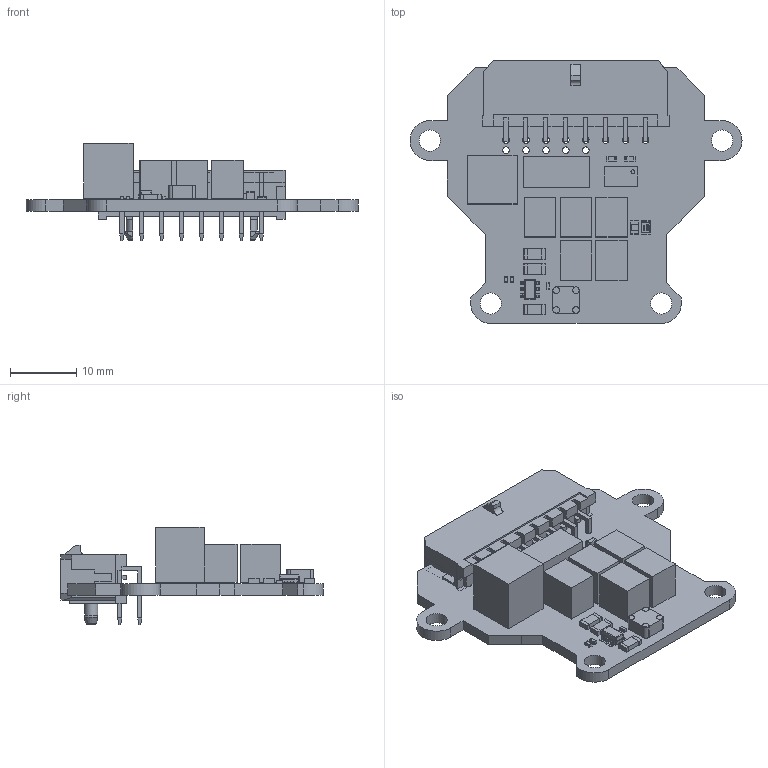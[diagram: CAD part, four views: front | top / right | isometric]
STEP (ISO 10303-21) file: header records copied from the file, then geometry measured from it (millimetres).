
FILE_DESCRIPTION(('Open CASCADE Model'),'2;1');
FILE_NAME('Open CASCADE Shape Model','2023-07-25T15:25:00',('Author'),( 'Open CASCADE'),'Open CASCADE STEP processor 7.5','Open CASCADE 7.5' ,'Unknown');
FILE_SCHEMA(('AUTOMOTIVE_DESIGN { 1 0 10303 214 1 1 1 1 }'));
Length unit declared in the file: millimetre
Products named in the file (71): PCB; Board; Open CASCADE STEP translator 7.5 1.1.1; U2; 6949319920; Body; Open CASCADE STEP translator 6.8 26.1.1; Leader; R3; 6298750640; Mid_Body; Terminal; Open CASCADE STEP translator 6.8 25.2.1; Mark; R2; 6298750800; L1; 9222257472; Cylinder; 9222257072; Extruded; C8; C1206; C7; C6; C4; 6298745120; Open CASCADE STEP translator 6.8 21.1.1; Open CASCADE STEP translator 6.8 21.1.2; Open CASCADE STEP translator 6.8 21.2.1; R1; RESC2012X05N(0805); C3; CAP0805; U1; SW3dPS-LGA-14; SW3dPS-LGA-14_Board3; SW3dPS-LGA-14_Free-Models2; SW3dPS-LGA-14_LGA15; SW3dPS-LGA-14_Free-Models3 ...
Assembly tree (100 placements, depth 8):
  PCB
    Board
      Open CASCADE STEP translator 7.5 1.1.1
    U2
      6949319920
        Body
          Open CASCADE STEP translator 6.8 26.1.1
        Leader  x6
    R3
      6298750640
        Mid_Body
        Terminal  x2
          Open CASCADE STEP translator 6.8 25.2.1
        Mark
    R2
      6298750800
        Mid_Body
        Terminal  x2
          Open CASCADE STEP translator 6.8 25.2.1
        Mark
    L1
      9222257472  x4
        Cylinder
      9222257072
        Extruded
    C8
      C1206
    C7
      C1206
    C6
      C1206
    C4
      6298745120
        Terminal
          Open CASCADE STEP translator 6.8 21.1.1
          Open CASCADE STEP translator 6.8 21.1.2
        Mid_Body
          Open CASCADE STEP translator 6.8 21.2.1
    R1
      RESC2012X05N(0805)
    C3
      CAP0805
    U1
      SW3dPS-LGA-14
        SW3dPS-LGA-14_Board3
        SW3dPS-LGA-14_Free-Models2
          SW3dPS-LGA-14_LGA15
            SW3dPS-LGA-14_Free-Models3
              SW3dPS-LGA-14_339724625  x14
                SW3dPS-LGA-14_Extruded3
              SW3dPS-LGA-14_339727441
                SW3dPS-LGA-14_Extruded5
              SW3dPS-LGA-14_339729233
                SW3dPS-LGA-14_Extruded4
              SW3dPS-LGA-14_339503745
                SW3dPS-LGA-14_Cylinder1
            SW3dPS-LGA-14_Board2
    P1
      430451600_RGB8421504
        Open CASCADE STEP translator 7.5 1.13.1.1
Bounding box: 50 x 39.57 x 14.62 mm (x, y, z)
Volume: 4965.2 mm3; surface area: 7700.2 mm2
Topology: 60 solids, 60 shells, 1819 faces, 4380 edges, 2703 vertices
Faces by surface type: plane 1291, cylinder 304, bspline 172, sphere 48, cone 2, torus 2
Full cylindrical faces by diameter (mm): 0.7 x14, 1 x27, 1.2 x2, 3.2 x4
Entity records: 47210 total; most frequent: CARTESIAN_POINT 9704, ORIENTED_EDGE 6956, DIRECTION 6380, EDGE_CURVE 3478, LINE 2806, VECTOR 2806, VERTEX_POINT 2159, AXIS2_PLACEMENT_3D 1787
